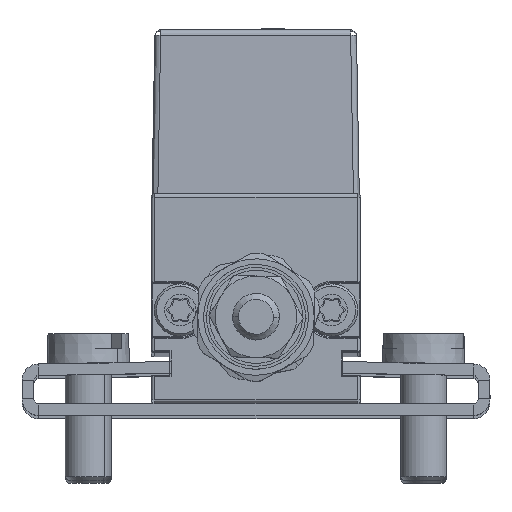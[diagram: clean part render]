
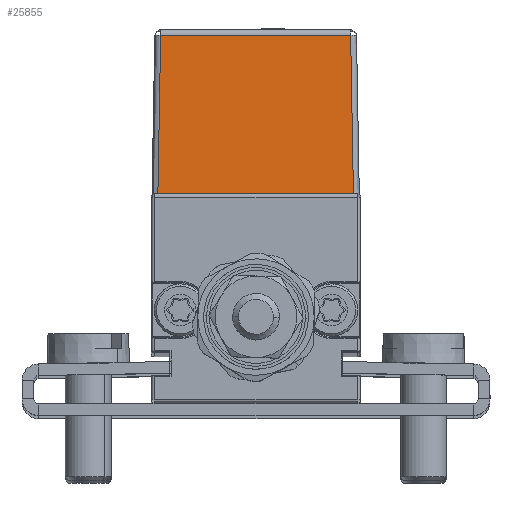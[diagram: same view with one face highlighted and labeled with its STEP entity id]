
A CAD part, top view. The second image highlights one B-rep face of the part: STEP entity #25855.
In plain terms, the highlighted planar face has unit normal (0, 0.018, 1).
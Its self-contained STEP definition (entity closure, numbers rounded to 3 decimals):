
#3428 = CARTESIAN_POINT ( 'NONE',  ( 8.129, 31.583, 232.547 ) ) ;
#3451 = CARTESIAN_POINT ( 'NONE',  ( -8.426, 18., 232.784 ) ) ;
#6563 = ORIENTED_EDGE ( 'NONE', *, *, #25656, .T. ) ;
#6564 = ORIENTED_EDGE ( 'NONE', *, *, #25670, .T. ) ;
#6720 = ORIENTED_EDGE ( 'NONE', *, *, #25672, .T. ) ;
#6726 = ORIENTED_EDGE ( 'NONE', *, *, #25663, .T. ) ;
#8919 = VERTEX_POINT ( 'NONE', #3428 ) ;
#8942 = VERTEX_POINT ( 'NONE', #3451 ) ;
#11557 = EDGE_LOOP ( 'NONE', ( #6563, #6564, #6720, #6726 ) ) ;
#15897 = CARTESIAN_POINT ( 'NONE',  ( -8.189, 31.583, 232.547 ) ) ;
#16152 = LINE ( 'NONE', #16154, #16905 ) ;
#16154 = CARTESIAN_POINT ( 'NONE',  ( 8.36, 18.302, 232.779 ) ) ;
#16155 = DIRECTION ( 'NONE',  ( -0.017, 1., -0.017 ) ) ;
#16169 = LINE ( 'NONE', #16178, #16921 ) ;
#16178 = CARTESIAN_POINT ( 'NONE',  ( -8.929, 18., 232.784 ) ) ;
#16179 = DIRECTION ( 'NONE',  ( 1., 0., 0. ) ) ;
#16186 = LINE ( 'NONE', #16203, #16925 ) ;
#16203 = CARTESIAN_POINT ( 'NONE',  ( -8.929, 31.583, 232.547 ) ) ;
#16205 = DIRECTION ( 'NONE',  ( -1., 0., 0. ) ) ;
#16207 = LINE ( 'NONE', #16211, #16928 ) ;
#16211 = CARTESIAN_POINT ( 'NONE',  ( -8.426, 17.991, 232.784 ) ) ;
#16213 = DIRECTION ( 'NONE',  ( -0.017, -1., 0.017 ) ) ;
#16905 = VECTOR ( 'NONE', #16155, 1000. ) ;
#16921 = VECTOR ( 'NONE', #16179, 1000. ) ;
#16925 = VECTOR ( 'NONE', #16205, 1000. ) ;
#16928 = VECTOR ( 'NONE', #16213, 1000. ) ;
#17628 = AXIS2_PLACEMENT_3D ( 'NONE', #18944, #18945, #18946 ) ;
#18933 = FACE_OUTER_BOUND ( 'NONE', #11557, .T. ) ;
#18934 = PLANE ( 'NONE',  #17628 ) ;
#18944 = CARTESIAN_POINT ( 'NONE',  ( -8.929, 18., 232.784 ) ) ;
#18945 = DIRECTION ( 'NONE',  ( 0., 0.017, 1. ) ) ;
#18946 = DIRECTION ( 'NONE',  ( 0., -1., 0.017 ) ) ;
#24642 = CARTESIAN_POINT ( 'NONE',  ( 8.366, 18., 232.784 ) ) ;
#25535 = VERTEX_POINT ( 'NONE', #15897 ) ;
#25656 = EDGE_CURVE ( 'NONE', #26301, #8919, #16152, .T. ) ;
#25663 = EDGE_CURVE ( 'NONE', #8942, #26301, #16169, .T. ) ;
#25670 = EDGE_CURVE ( 'NONE', #8919, #25535, #16186, .T. ) ;
#25672 = EDGE_CURVE ( 'NONE', #25535, #8942, #16207, .T. ) ;
#25855 = ADVANCED_FACE ( 'NONE', ( #18933 ), #18934, .T. ) ;
#26301 = VERTEX_POINT ( 'NONE', #24642 ) ;
